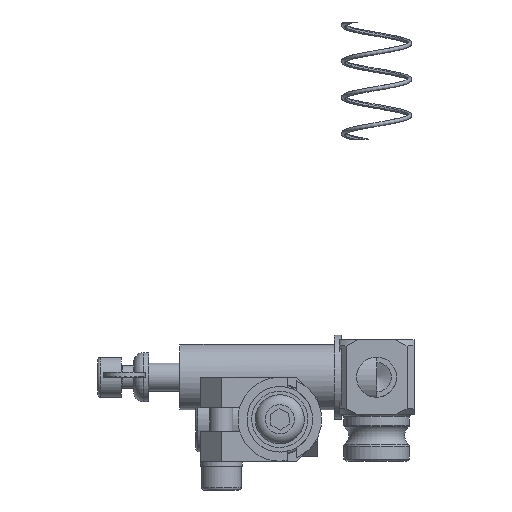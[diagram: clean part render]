
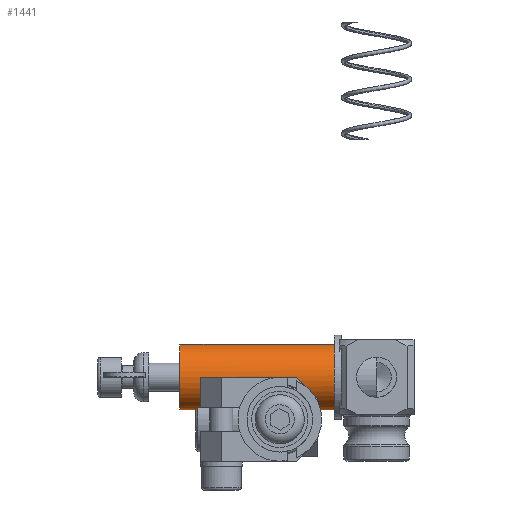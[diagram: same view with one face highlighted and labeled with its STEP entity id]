
A CAD part, front view. The second image highlights one B-rep face of the part: STEP entity #1441.
In plain terms, the highlighted cylindrical face has radius 7 mm (diameter 14 mm), a full revolution.
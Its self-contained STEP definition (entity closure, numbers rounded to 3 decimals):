
#1441 = ADVANCED_FACE( '', ( #2968, #2969 ), #2970, .T. );
#2968 = FACE_OUTER_BOUND( '', #4550, .T. );
#2969 = FACE_OUTER_BOUND( '', #4551, .T. );
#2970 = CYLINDRICAL_SURFACE( '', #4552, 7. );
#4550 = EDGE_LOOP( '', ( #9934 ) );
#4551 = EDGE_LOOP( '', ( #9935, #9936, #9937, #9938, #9939, #9940, #9941, #9942 ) );
#4552 = AXIS2_PLACEMENT_3D( '', #9943, #9944, #9945 );
#9934 = ORIENTED_EDGE( '', *, *, #11842, .F. );
#9935 = ORIENTED_EDGE( '', *, *, #12166, .T. );
#9936 = ORIENTED_EDGE( '', *, *, #11726, .T. );
#9937 = ORIENTED_EDGE( '', *, *, #11983, .T. );
#9938 = ORIENTED_EDGE( '', *, *, #11940, .T. );
#9939 = ORIENTED_EDGE( '', *, *, #11930, .T. );
#9940 = ORIENTED_EDGE( '', *, *, #11211, .T. );
#9941 = ORIENTED_EDGE( '', *, *, #10545, .T. );
#9942 = ORIENTED_EDGE( '', *, *, #11735, .T. );
#9943 = CARTESIAN_POINT( '', ( 57., 0., 0. ) );
#9944 = DIRECTION( '', ( 1., 0., 0. ) );
#9945 = DIRECTION( '', ( 0., 0., 1. ) );
#10545 = EDGE_CURVE( '', #12526, #12523, #12527, .F. );
#11211 = EDGE_CURVE( '', #13673, #12526, #13674, .T. );
#11726 = EDGE_CURVE( '', #14451, #14449, #14452, .T. );
#11735 = EDGE_CURVE( '', #12523, #14466, #14468, .F. );
#11842 = EDGE_CURVE( '', #14603, #14603, #14604, .T. );
#11930 = EDGE_CURVE( '', #14713, #13673, #14714, .T. );
#11940 = EDGE_CURVE( '', #14725, #14713, #14726, .F. );
#11983 = EDGE_CURVE( '', #14449, #14725, #14778, .F. );
#12166 = EDGE_CURVE( '', #14466, #14451, #14996, .T. );
#12523 = VERTEX_POINT( '', #15469 );
#12526 = VERTEX_POINT( '', #15473 );
#12527 = CIRCLE( '', #15474, 7. );
#13673 = VERTEX_POINT( '', #17020 );
#13674 = LINE( '', #17021, #17022 );
#14449 = VERTEX_POINT( '', #18111 );
#14451 = VERTEX_POINT( '', #18114 );
#14452 = LINE( '', #18115, #18116 );
#14466 = VERTEX_POINT( '', #18137 );
#14468 = LINE( '', #18140, #18141 );
#14603 = VERTEX_POINT( '', #18330 );
#14604 = CIRCLE( '', #18331, 7. );
#14713 = VERTEX_POINT( '', #18542 );
#14714 = CIRCLE( '', #18543, 7. );
#14725 = VERTEX_POINT( '', #18559 );
#14726 = LINE( '', #18560, #18561 );
#14778 = CIRCLE( '', #18634, 7. );
#14996 = CIRCLE( '', #18992, 7. );
#15469 = CARTESIAN_POINT( '', ( -10., 3.6, 6.003 ) );
#15473 = CARTESIAN_POINT( '', ( -10., 1.6, 6.815 ) );
#15474 = AXIS2_PLACEMENT_3D( '', #19441, #19442, #19443 );
#17020 = CARTESIAN_POINT( '', ( -9., 1.6, 6.815 ) );
#17021 = CARTESIAN_POINT( '', ( 57., 1.6, 6.815 ) );
#17022 = VECTOR( '', #20379, 1000. );
#18111 = CARTESIAN_POINT( '', ( -10., 3.6, -6.003 ) );
#18114 = CARTESIAN_POINT( '', ( -9., 3.6, -6.003 ) );
#18115 = CARTESIAN_POINT( '', ( 57., 3.6, -6.003 ) );
#18116 = VECTOR( '', #21125, 1000. );
#18137 = CARTESIAN_POINT( '', ( -9., 3.6, 6.003 ) );
#18140 = CARTESIAN_POINT( '', ( 57., 3.6, 6.003 ) );
#18141 = VECTOR( '', #21134, 1000. );
#18330 = CARTESIAN_POINT( '', ( -42., 0., 7. ) );
#18331 = AXIS2_PLACEMENT_3D( '', #21225, #21226, #21227 );
#18542 = CARTESIAN_POINT( '', ( -9., 1.6, -6.815 ) );
#18543 = AXIS2_PLACEMENT_3D( '', #21303, #21304, #21305 );
#18559 = CARTESIAN_POINT( '', ( -10., 1.6, -6.815 ) );
#18560 = CARTESIAN_POINT( '', ( 57., 1.6, -6.815 ) );
#18561 = VECTOR( '', #21311, 1000. );
#18634 = AXIS2_PLACEMENT_3D( '', #21348, #21349, #21350 );
#18992 = AXIS2_PLACEMENT_3D( '', #21547, #21548, #21549 );
#19441 = CARTESIAN_POINT( '', ( -10., 0., 0. ) );
#19442 = DIRECTION( '', ( 1., 0., 0. ) );
#19443 = DIRECTION( '', ( 0., 0., -1. ) );
#20379 = DIRECTION( '', ( -1., 0., 0. ) );
#21125 = DIRECTION( '', ( -1., 0., 0. ) );
#21134 = DIRECTION( '', ( -1., 0., 0. ) );
#21225 = CARTESIAN_POINT( '', ( -42., 0., 0. ) );
#21226 = DIRECTION( '', ( -1., 0., 0. ) );
#21227 = DIRECTION( '', ( 0., 0., 1. ) );
#21303 = CARTESIAN_POINT( '', ( -9., 0., 0. ) );
#21304 = DIRECTION( '', ( -1., 0., 0. ) );
#21305 = DIRECTION( '', ( 0., 0., 1. ) );
#21311 = DIRECTION( '', ( -1., 0., 0. ) );
#21348 = CARTESIAN_POINT( '', ( -10., 0., 0. ) );
#21349 = DIRECTION( '', ( 1., 0., 0. ) );
#21350 = DIRECTION( '', ( 0., 0., -1. ) );
#21547 = CARTESIAN_POINT( '', ( -9., 0., 0. ) );
#21548 = DIRECTION( '', ( -1., 0., 0. ) );
#21549 = DIRECTION( '', ( 0., 0., 1. ) );
